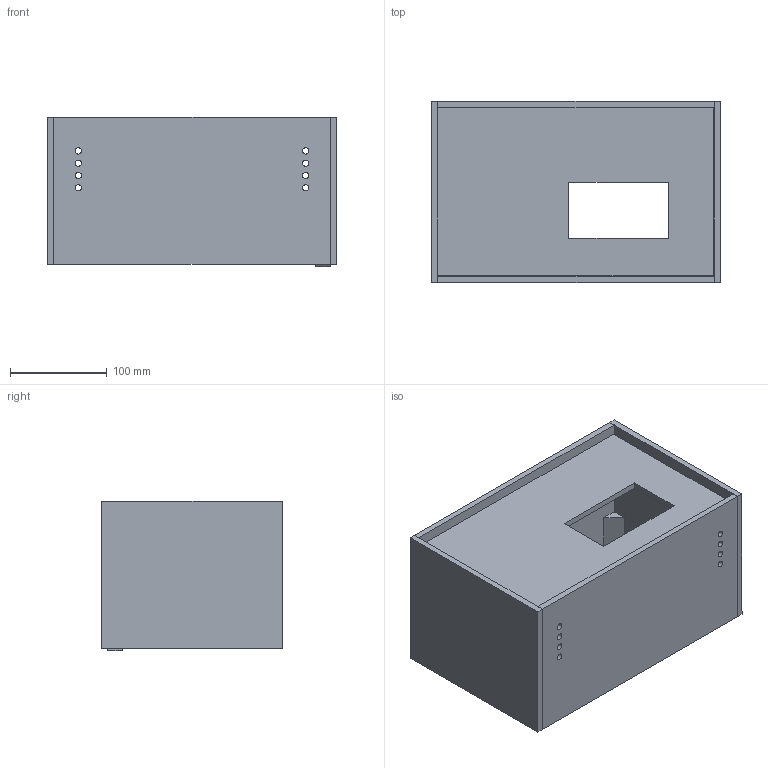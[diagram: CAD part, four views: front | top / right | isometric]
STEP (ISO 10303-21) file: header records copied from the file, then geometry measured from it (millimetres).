
FILE_DESCRIPTION(/* description */ (''),/* implementation_level */ '2;1');
FILE_NAME(/* name */ 'Box_extension v6.step',/* time_stamp */ '2020-09-30T15:18:27-04:00',/* author */ (''),/* organization */ (''),/* preprocessor_version */ 'ST-DEVELOPER v18.1',/* originating_system */ 'Autodesk Translation Framework v9.3.0.1241',/* authorisation */ '');
FILE_SCHEMA (('AUTOMOTIVE_DESIGN { 1 0 10303 214 3 1 1 }','PROCESS_PLANNING_SCHEMA'));
Length unit declared in the file: millimetre
Products named in the file (5): Box_extension; Extension_long_side; Extension_short_side; Extension_corner_fill; Extension_ceiling
Assembly tree (9 placements, depth 2):
  Box_extension
    Extension_long_side  x2
    Extension_short_side  x2
    Extension_corner_fill  x4
    Extension_ceiling
Bounding box: 298.45 x 187 x 154.9 mm (x, y, z)
Volume: 1208729.6 mm3; surface area: 414174.3 mm2
Topology: 9 solids, 9 shells, 70 faces, 156 edges, 104 vertices
Faces by surface type: plane 54, cylinder 16
Full cylindrical faces by diameter (mm): 6.604 x16
Entity records: 1240 total; most frequent: DIRECTION 197, CARTESIAN_POINT 185, ORIENTED_EDGE 162, EDGE_CURVE 81, AXIS2_PLACEMENT_3D 66, LINE 65, VECTOR 65, VERTEX_POINT 54
